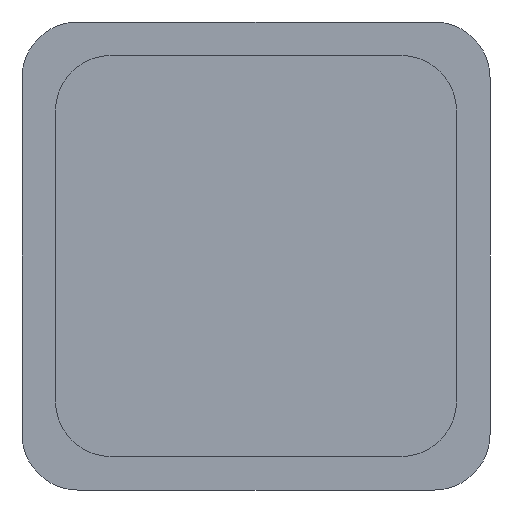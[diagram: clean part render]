
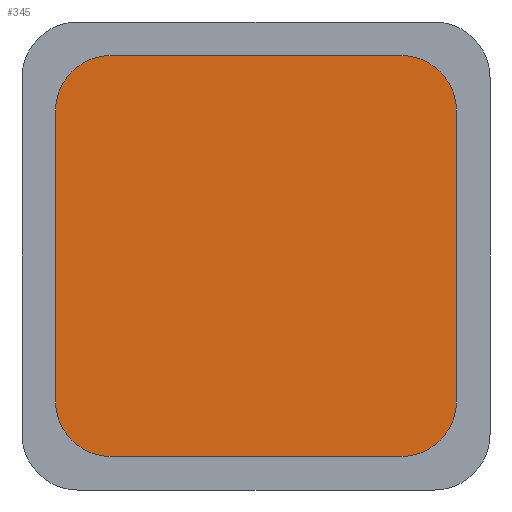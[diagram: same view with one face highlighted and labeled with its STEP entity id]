
A CAD part, front view. The second image highlights one B-rep face of the part: STEP entity #345.
In plain terms, the highlighted planar face has unit normal (0, -1, 0).
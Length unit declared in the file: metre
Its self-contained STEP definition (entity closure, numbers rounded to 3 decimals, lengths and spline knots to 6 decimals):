
#40=CIRCLE('',#390,0.05);
#41=CIRCLE('',#391,0.05);
#42=CIRCLE('',#392,0.05);
#43=CIRCLE('',#393,0.05);
#100=ORIENTED_EDGE('',*,*,#173,.T.);
#101=ORIENTED_EDGE('',*,*,#184,.T.);
#102=ORIENTED_EDGE('',*,*,#175,.T.);
#103=ORIENTED_EDGE('',*,*,#185,.T.);
#104=ORIENTED_EDGE('',*,*,#178,.F.);
#105=ORIENTED_EDGE('',*,*,#186,.T.);
#106=ORIENTED_EDGE('',*,*,#182,.F.);
#107=ORIENTED_EDGE('',*,*,#187,.T.);
#173=EDGE_CURVE('',#213,#212,#241,.T.);
#175=EDGE_CURVE('',#214,#215,#243,.T.);
#178=EDGE_CURVE('',#216,#217,#246,.T.);
#182=EDGE_CURVE('',#218,#219,#250,.T.);
#184=EDGE_CURVE('',#212,#214,#40,.T.);
#185=EDGE_CURVE('',#215,#217,#41,.T.);
#186=EDGE_CURVE('',#216,#219,#42,.T.);
#187=EDGE_CURVE('',#218,#213,#43,.T.);
#212=VERTEX_POINT('',#571);
#213=VERTEX_POINT('',#573);
#214=VERTEX_POINT('',#577);
#215=VERTEX_POINT('',#578);
#216=VERTEX_POINT('',#583);
#217=VERTEX_POINT('',#584);
#218=VERTEX_POINT('',#589);
#219=VERTEX_POINT('',#591);
#241=LINE('',#572,#273);
#243=LINE('',#576,#275);
#246=LINE('',#582,#278);
#250=LINE('',#590,#282);
#273=VECTOR('',#463,1.);
#275=VECTOR('',#467,1.);
#278=VECTOR('',#472,1.);
#282=VECTOR('',#478,1.);
#295=EDGE_LOOP('',(#100,#101,#102,#103,#104,#105,#106,#107));
#315=FACE_BOUND('',#295,.T.);
#334=PLANE('',#389);
#345=ADVANCED_FACE('',(#315),#334,.T.);
#389=AXIS2_PLACEMENT_3D('',#593,#480,#481);
#390=AXIS2_PLACEMENT_3D('',#594,#482,#483);
#391=AXIS2_PLACEMENT_3D('',#595,#484,#485);
#392=AXIS2_PLACEMENT_3D('',#596,#486,#487);
#393=AXIS2_PLACEMENT_3D('',#597,#488,#489);
#463=DIRECTION('',(0.,0.,1.));
#467=DIRECTION('',(-1.,0.,0.));
#472=DIRECTION('',(0.,0.,1.));
#478=DIRECTION('',(-1.,0.,0.));
#480=DIRECTION('',(0.,-1.,0.));
#481=DIRECTION('',(1.,0.,0.));
#482=DIRECTION('',(0.,-1.,0.));
#483=DIRECTION('',(0.,0.,-1.));
#484=DIRECTION('',(0.,-1.,0.));
#485=DIRECTION('',(0.,0.,-1.));
#486=DIRECTION('',(0.,-1.,0.));
#487=DIRECTION('',(0.,0.,-1.));
#488=DIRECTION('',(0.,-1.,0.));
#489=DIRECTION('',(0.,0.,-1.));
#571=CARTESIAN_POINT('',(0.18,-0.03,0.13));
#572=CARTESIAN_POINT('',(0.18,-0.03,0.));
#573=CARTESIAN_POINT('',(0.18,-0.03,-0.13));
#576=CARTESIAN_POINT('',(0.,-0.03,0.18));
#577=CARTESIAN_POINT('',(0.13,-0.03,0.18));
#578=CARTESIAN_POINT('',(-0.13,-0.03,0.18));
#582=CARTESIAN_POINT('',(-0.18,-0.03,0.));
#583=CARTESIAN_POINT('',(-0.18,-0.03,-0.13));
#584=CARTESIAN_POINT('',(-0.18,-0.03,0.13));
#589=CARTESIAN_POINT('',(0.13,-0.03,-0.18));
#590=CARTESIAN_POINT('',(0.,-0.03,-0.18));
#591=CARTESIAN_POINT('',(-0.13,-0.03,-0.18));
#593=CARTESIAN_POINT('',(0.,-0.03,0.));
#594=CARTESIAN_POINT('',(0.13,-0.03,0.13));
#595=CARTESIAN_POINT('',(-0.13,-0.03,0.13));
#596=CARTESIAN_POINT('',(-0.13,-0.03,-0.13));
#597=CARTESIAN_POINT('',(0.13,-0.03,-0.13));
